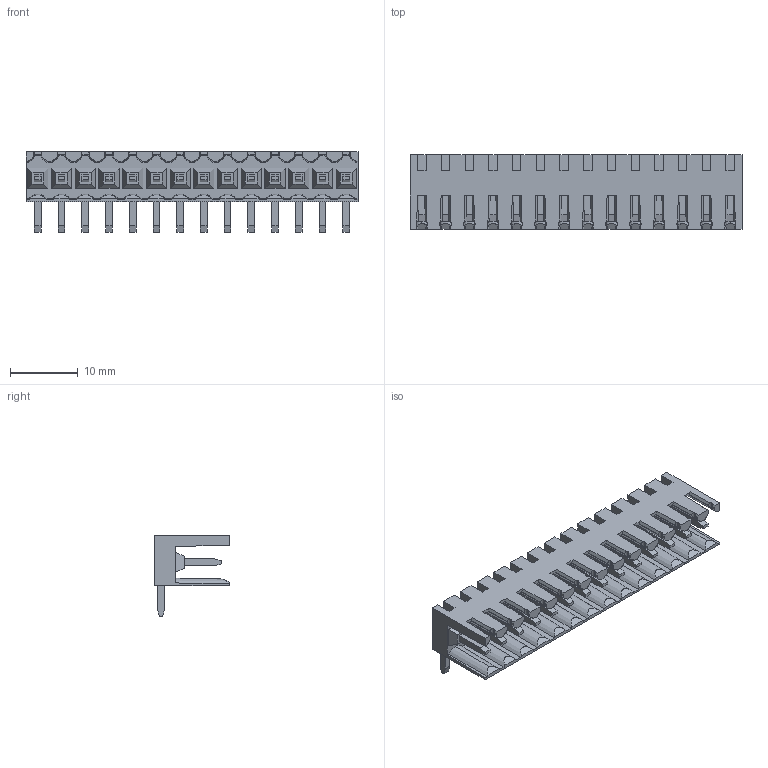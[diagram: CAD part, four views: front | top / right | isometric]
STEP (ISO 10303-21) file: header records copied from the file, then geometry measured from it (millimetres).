
FILE_DESCRIPTION(('CATIA V5 STEP Exchange','CAx-IF Rec.Pracs.--- Model Styling and Organization---1.4--- 2014-01-23'),'2;1');
FILE_NAME ('D1488108_0_1615400000_1615400000.stp','2021-06-01T09:40:50+00:00',('none'),('Weidmueller'),'CATIA Version 5-6 Release 2016 SP3 HF44','CATIA V5 STEP AP214','none');
FILE_SCHEMA(('AUTOMOTIVE_DESIGN { 1 0 10303 214 1 1 1 1 }'));
Length unit declared in the file: millimetre
Products named in the file (1): 1615400000
Bounding box: 49 x 11.05 x 11.95 mm (x, y, z)
Volume: 1788.4 mm3; surface area: 4301.8 mm2
Topology: 15 solids, 15 shells, 870 faces, 2595 edges, 1755 vertices
Faces by surface type: plane 710, cylinder 112, cone 48
Entity records: 30127 total; most frequent: CARTESIAN_POINT 6647, ORIENTED_EDGE 5190, DIRECTION 3859, EDGE_CURVE 2595, VECTOR 1965, LINE 1965, VERTEX_POINT 1755, AXIS2_PLACEMENT_3D 1123
